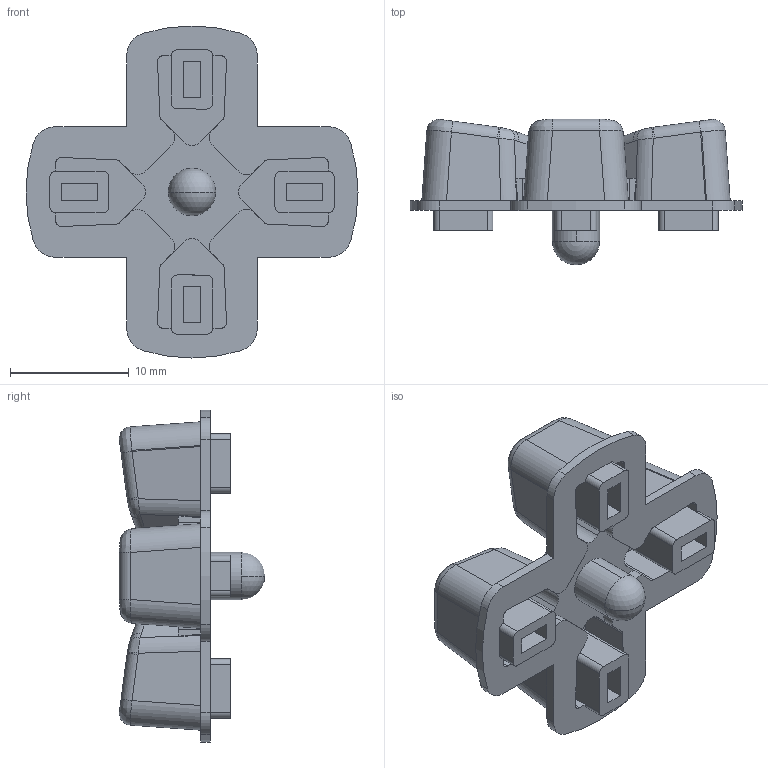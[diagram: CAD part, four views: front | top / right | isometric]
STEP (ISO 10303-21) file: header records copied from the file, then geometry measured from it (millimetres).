
FILE_DESCRIPTION (( 'STEP AP214' ), '1' );
FILE_NAME ('dpad-mod.STEP', '2021-09-04T14:52:17', ( 'NoNo' ), ( '' ), 'SwSTEP 2.0', 'none', '' );
FILE_SCHEMA (( 'AUTOMOTIVE_DESIGN' ));
Length unit declared in the file: millimetre
Products named in the file (1): dpad-mod
Bounding box: 28 x 12.27 x 28 mm (x, y, z)
Volume: 1829.7 mm3; surface area: 2699.5 mm2
Topology: 1 solids, 1 shells, 336 faces, 950 edges, 610 vertices
Faces by surface type: plane 160, cylinder 116, bspline 56, sphere 4
Entity records: 11558 total; most frequent: CARTESIAN_POINT 3335, ORIENTED_EDGE 1896, DIRECTION 1514, EDGE_CURVE 948, VERTEX_POINT 610, VECTOR 592, LINE 592, AXIS2_PLACEMENT_3D 461
